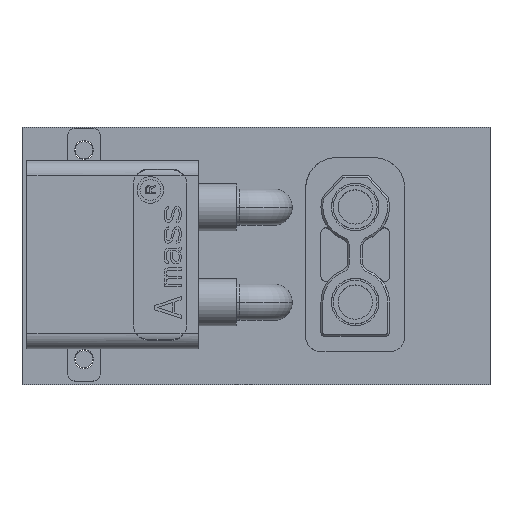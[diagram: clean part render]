
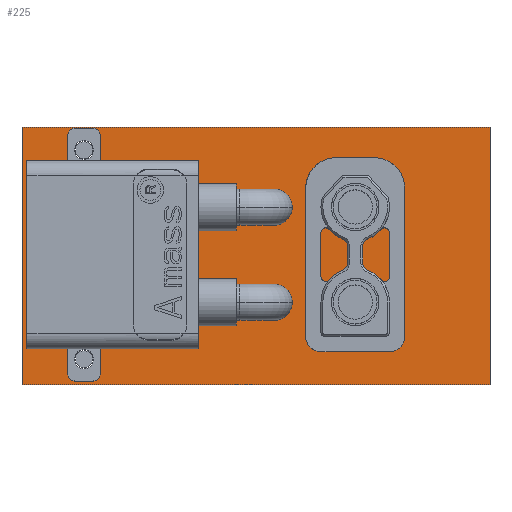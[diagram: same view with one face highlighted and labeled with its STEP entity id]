
A CAD part, top view. The second image highlights one B-rep face of the part: STEP entity #225.
In plain terms, the highlighted planar face has unit normal (0, 0, 1).
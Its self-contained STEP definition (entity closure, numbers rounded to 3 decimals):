
#47 = VERTEX_POINT('',#48);
#48 = CARTESIAN_POINT('',(24.625,-0.013,
    1.6));
#54 = EDGE_CURVE('',#47,#55,#57,.T.);
#55 = VERTEX_POINT('',#56);
#56 = CARTESIAN_POINT('',(24.625,-13.576,1.6
    ));
#57 = LINE('',#58,#59);
#58 = CARTESIAN_POINT('',(24.625,-0.013,
    1.6));
#59 = VECTOR('',#60,1.);
#60 = DIRECTION('',(0.,-1.,0.));
#87 = VERTEX_POINT('',#88);
#88 = CARTESIAN_POINT('',(0.013,-0.013,
    1.6));
#94 = EDGE_CURVE('',#87,#47,#95,.T.);
#95 = LINE('',#96,#97);
#96 = CARTESIAN_POINT('',(0.013,-0.013,
    1.6));
#97 = VECTOR('',#98,1.);
#98 = DIRECTION('',(1.,0.,0.));
#116 = EDGE_CURVE('',#55,#117,#119,.T.);
#117 = VERTEX_POINT('',#118);
#118 = CARTESIAN_POINT('',(0.013,-13.576,
    1.6));
#119 = LINE('',#120,#121);
#120 = CARTESIAN_POINT('',(24.625,-13.576,
    1.6));
#121 = VECTOR('',#122,1.);
#122 = DIRECTION('',(-1.,0.,0.));
#225 = ADVANCED_FACE('',(#226,#237,#248,#259,#270,#281,#292),#303,.F.);
#226 = FACE_BOUND('',#227,.F.);
#227 = EDGE_LOOP('',(#228,#229,#230,#236));
#228 = ORIENTED_EDGE('',*,*,#54,.T.);
#229 = ORIENTED_EDGE('',*,*,#116,.T.);
#230 = ORIENTED_EDGE('',*,*,#231,.T.);
#231 = EDGE_CURVE('',#117,#87,#232,.T.);
#232 = LINE('',#233,#234);
#233 = CARTESIAN_POINT('',(0.013,-13.576,
    1.6));
#234 = VECTOR('',#235,1.);
#235 = DIRECTION('',(0.,1.,0.));
#236 = ORIENTED_EDGE('',*,*,#94,.T.);
#237 = FACE_BOUND('',#238,.F.);
#238 = EDGE_LOOP('',(#239));
#239 = ORIENTED_EDGE('',*,*,#240,.T.);
#240 = EDGE_CURVE('',#241,#241,#243,.T.);
#241 = VERTEX_POINT('',#242);
#242 = CARTESIAN_POINT('',(18.386,-9.231,
    1.6));
#243 = CIRCLE('',#244,0.85);
#244 = AXIS2_PLACEMENT_3D('',#245,#246,#247);
#245 = CARTESIAN_POINT('',(17.536,-9.231,
    1.6));
#246 = DIRECTION('',(0.,0.,1.));
#247 = DIRECTION('',(1.,0.,-0.));
#248 = FACE_BOUND('',#249,.F.);
#249 = EDGE_LOOP('',(#250));
#250 = ORIENTED_EDGE('',*,*,#251,.T.);
#251 = EDGE_CURVE('',#252,#252,#254,.T.);
#252 = VERTEX_POINT('',#253);
#253 = CARTESIAN_POINT('',(14.105,-9.231,
    1.6));
#254 = CIRCLE('',#255,0.85);
#255 = AXIS2_PLACEMENT_3D('',#256,#257,#258);
#256 = CARTESIAN_POINT('',(13.255,-9.231,
    1.6));
#257 = DIRECTION('',(0.,0.,1.));
#258 = DIRECTION('',(1.,0.,-0.));
#259 = FACE_BOUND('',#260,.F.);
#260 = EDGE_LOOP('',(#261));
#261 = ORIENTED_EDGE('',*,*,#262,.T.);
#262 = EDGE_CURVE('',#263,#263,#265,.T.);
#263 = VERTEX_POINT('',#264);
#264 = CARTESIAN_POINT('',(3.805,-12.231,1.6
    ));
#265 = CIRCLE('',#266,0.55);
#266 = AXIS2_PLACEMENT_3D('',#267,#268,#269);
#267 = CARTESIAN_POINT('',(3.255,-12.231,1.6
    ));
#268 = DIRECTION('',(0.,0.,1.));
#269 = DIRECTION('',(1.,0.,-0.));
#270 = FACE_BOUND('',#271,.F.);
#271 = EDGE_LOOP('',(#272));
#272 = ORIENTED_EDGE('',*,*,#273,.T.);
#273 = EDGE_CURVE('',#274,#274,#276,.T.);
#274 = VERTEX_POINT('',#275);
#275 = CARTESIAN_POINT('',(18.386,-4.231,
    1.6));
#276 = CIRCLE('',#277,0.85);
#277 = AXIS2_PLACEMENT_3D('',#278,#279,#280);
#278 = CARTESIAN_POINT('',(17.536,-4.231,
    1.6));
#279 = DIRECTION('',(0.,0.,1.));
#280 = DIRECTION('',(1.,0.,-0.));
#281 = FACE_BOUND('',#282,.F.);
#282 = EDGE_LOOP('',(#283));
#283 = ORIENTED_EDGE('',*,*,#284,.T.);
#284 = EDGE_CURVE('',#285,#285,#287,.T.);
#285 = VERTEX_POINT('',#286);
#286 = CARTESIAN_POINT('',(14.105,-4.231,
    1.6));
#287 = CIRCLE('',#288,0.85);
#288 = AXIS2_PLACEMENT_3D('',#289,#290,#291);
#289 = CARTESIAN_POINT('',(13.255,-4.231,
    1.6));
#290 = DIRECTION('',(0.,0.,1.));
#291 = DIRECTION('',(1.,0.,-0.));
#292 = FACE_BOUND('',#293,.F.);
#293 = EDGE_LOOP('',(#294));
#294 = ORIENTED_EDGE('',*,*,#295,.T.);
#295 = EDGE_CURVE('',#296,#296,#298,.T.);
#296 = VERTEX_POINT('',#297);
#297 = CARTESIAN_POINT('',(3.805,-1.231,1.6
    ));
#298 = CIRCLE('',#299,0.55);
#299 = AXIS2_PLACEMENT_3D('',#300,#301,#302);
#300 = CARTESIAN_POINT('',(3.255,-1.231,1.6
    ));
#301 = DIRECTION('',(0.,0.,1.));
#302 = DIRECTION('',(1.,0.,-0.));
#303 = PLANE('',#304);
#304 = AXIS2_PLACEMENT_3D('',#305,#306,#307);
#305 = CARTESIAN_POINT('',(12.319,-6.795,
    1.6));
#306 = DIRECTION('',(-0.,-0.,-1.));
#307 = DIRECTION('',(-1.,0.,0.));
